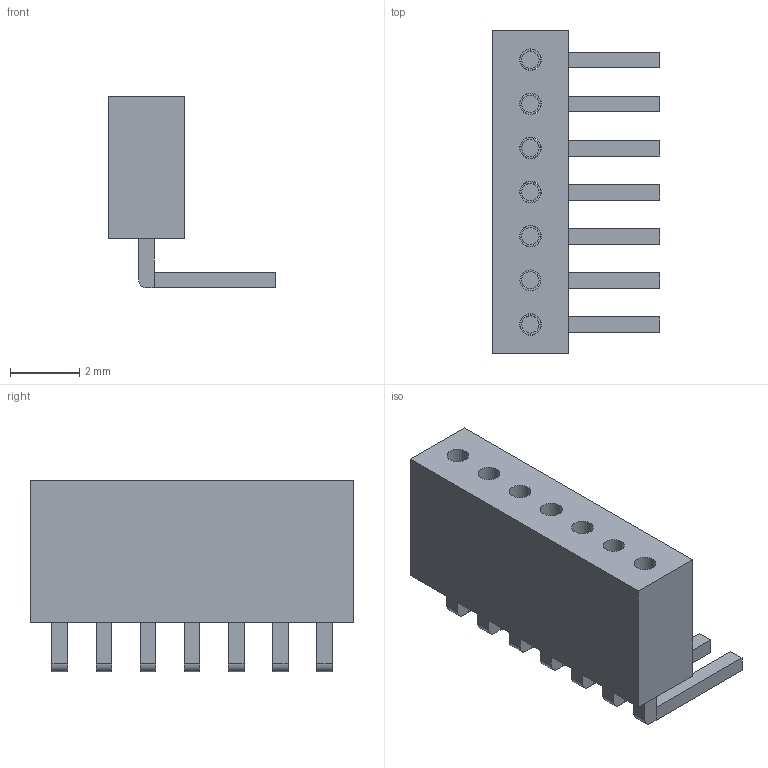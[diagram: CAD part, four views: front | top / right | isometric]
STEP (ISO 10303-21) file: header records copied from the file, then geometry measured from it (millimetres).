
FILE_DESCRIPTION(('FreeCAD Model'),'2;1');
FILE_NAME('851-87-007-20-001101.step','2021-11-14T15:50:53',('Author'),('') ,'Open CASCADE STEP processor 7.3','FreeCAD','Unknown');
FILE_SCHEMA(('AUTOMOTIVE_DESIGN { 1 0 10303 214 1 1 1 1 }'));
Length unit declared in the file: millimetre
Products named in the file (9): Part; Body; Body001; Body002; Body003; Body004; Body005; Body006; Body007
Assembly tree (8 placements, depth 2):
  Part
    Body
    Body001
    Body002
    Body003
    Body004
    Body005
    Body006
    Body007
Bounding box: 4.83 x 9.3 x 5.53 mm (x, y, z)
Volume: 85.6 mm3; surface area: 325.2 mm2
Topology: 8 solids, 8 shells, 174 faces, 369 edges, 218 vertices
Faces by surface type: plane 146, cylinder 28
Full cylindrical faces by diameter (mm): 0.5 x7, 0.6 x8, 0.62 x6
Entity records: 9705 total; most frequent: CARTESIAN_POINT 1676, DIRECTION 1557, LINE 883, VECTOR 883, ORIENTED_EDGE 738, PCURVE 738, DEFINITIONAL_REPRESENTATION 738, EDGE_CURVE 369
